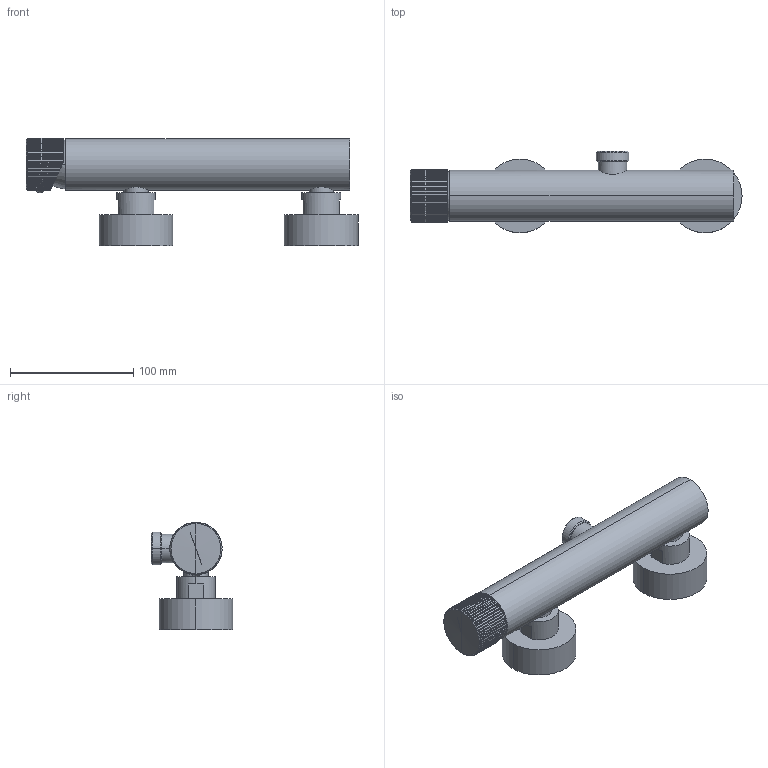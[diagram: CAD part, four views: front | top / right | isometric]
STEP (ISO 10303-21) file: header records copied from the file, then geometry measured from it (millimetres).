
FILE_DESCRIPTION((''),'2;1');
FILE_NAME('JO168RCR','2021-02-02T15:10:03',('ut3'),('PAFFONI SpA'),'CREO PARAMETRIC BY PTC INC, 2020044','CREO PARAMETRIC BY PTC INC, 2020044','');
FILE_SCHEMA(('CONFIG_CONTROL_DESIGN','SHAPE_APPEARANCE_LAYERS_GROUPS'));
Length unit declared in the file: millimetre
Products named in the file (1): JO168RCR
Bounding box: 269.02 x 66.1 x 86.94 mm (x, y, z)
Volume: 519312.4 mm3; surface area: 69077.7 mm2
Topology: 1 solids, 1 shells, 292 faces, 823 edges, 535 vertices
Faces by surface type: plane 164, cylinder 106, cone 16, bspline 4, sphere 2
Entity records: 12873 total; most frequent: CARTESIAN_POINT 3393, ORIENTED_EDGE 1634, DIRECTION 1395, EDGE_CURVE 817, VERTEX_POINT 535, AXIS2_PLACEMENT_3D 488, VECTOR 419, LINE 419
